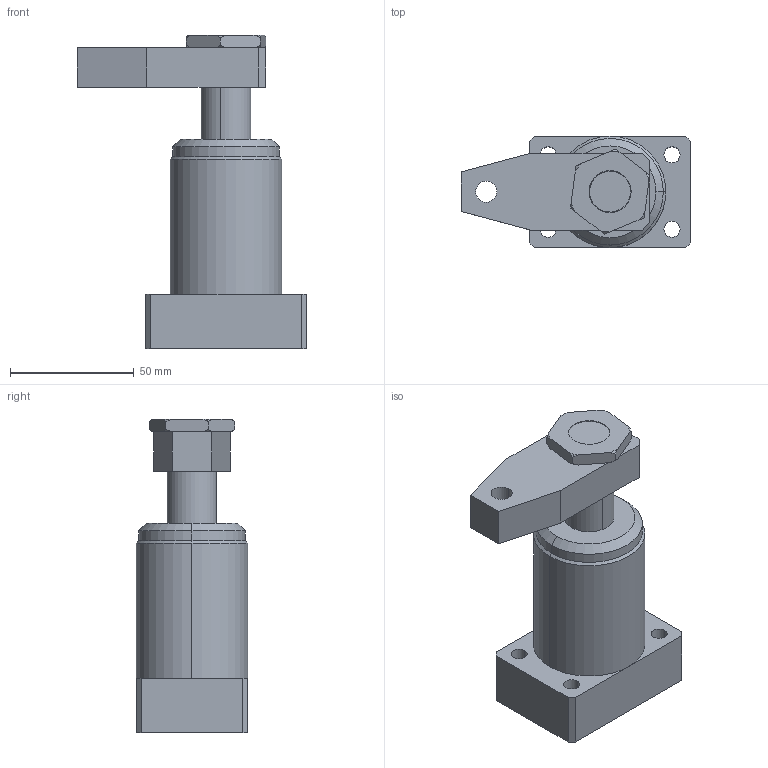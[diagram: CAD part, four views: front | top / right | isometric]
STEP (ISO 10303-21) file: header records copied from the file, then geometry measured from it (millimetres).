
FILE_DESCRIPTION (( 'STEP AP203' ), '1' );
FILE_NAME ('HPS-25DC.STEP', '2022-12-05T03:17:03', ( '微软用户' ), ( '微软中国' ), 'SwSTEP 2.0', 'SolidWorks 2012', '' );
FILE_SCHEMA (( 'CONFIG_CONTROL_DESIGN' ));
Length unit declared in the file: millimetre
Products named in the file (5): HPS-25DC; HPS-25揤旋; HPS-25鞠褒蹟譫; HPS-25活塞杆; HPS-25DC掛极
Assembly tree (4 placements, depth 2):
  HPS-25DC
    HPS-25DC掛极
    HPS-25活塞杆
    HPS-25鞠褒蹟譫
    HPS-25揤旋
Bounding box: 92.5 x 45 x 126.5 mm (x, y, z)
Volume: 193375.6 mm3; surface area: 42152.9 mm2
Topology: 4 solids, 4 shells, 169 faces, 413 edges, 268 vertices
Faces by surface type: plane 81, cylinder 40, cone 26, bspline 16, torus 6
Entity records: 6278 total; most frequent: CARTESIAN_POINT 1793, ORIENTED_EDGE 826, DIRECTION 797, EDGE_CURVE 413, AXIS2_PLACEMENT_3D 280, VERTEX_POINT 268, VECTOR 237, LINE 237
